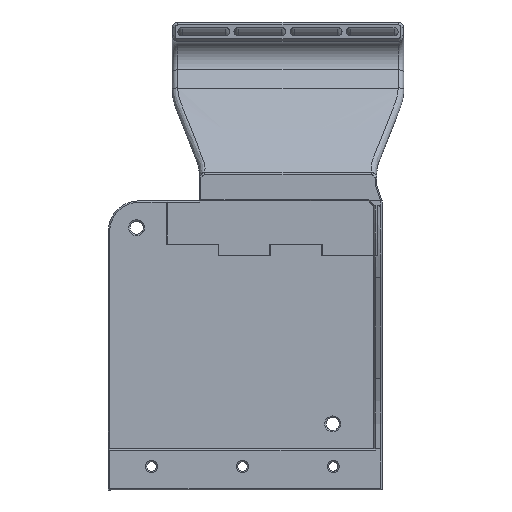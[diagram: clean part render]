
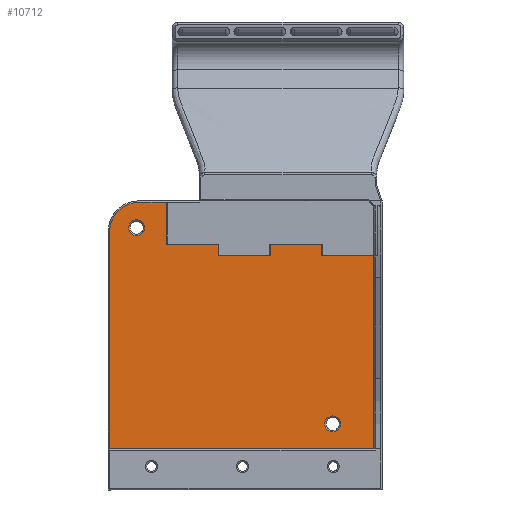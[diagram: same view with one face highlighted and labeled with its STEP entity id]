
A CAD part, left-side view. The second image highlights one B-rep face of the part: STEP entity #10712.
In plain terms, the highlighted planar face has unit normal (-1, 0, 0).
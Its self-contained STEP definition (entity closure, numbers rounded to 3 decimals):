
#336=CIRCLE('',#11307,10.5);
#337=CIRCLE('',#11308,2.9);
#338=CIRCLE('',#11309,2.9);
#636=FACE_BOUND('',#1627,.T.);
#637=FACE_BOUND('',#1628,.T.);
#928=FACE_OUTER_BOUND('',#1626,.T.);
#1626=EDGE_LOOP('',(#8588,#8589,#8590,#8591,#8592,#8593,#8594,#8595,#8596,
#8597,#8598,#8599,#8600));
#1627=EDGE_LOOP('',(#8601));
#1628=EDGE_LOOP('',(#8602));
#2701=LINE('',#15876,#3929);
#2704=LINE('',#15881,#3932);
#2706=LINE('',#15885,#3934);
#2709=LINE('',#15892,#3937);
#2711=LINE('',#15897,#3939);
#2718=LINE('',#15910,#3946);
#2722=LINE('',#15918,#3950);
#2733=LINE('',#15943,#3961);
#2757=LINE('',#16016,#3985);
#2758=LINE('',#16020,#3986);
#2759=LINE('',#16022,#3987);
#2760=LINE('',#16023,#3988);
#3929=VECTOR('',#13011,10.);
#3932=VECTOR('',#13016,10.);
#3934=VECTOR('',#13020,10.);
#3937=VECTOR('',#13025,10.);
#3939=VECTOR('',#13029,10.);
#3946=VECTOR('',#13038,10.);
#3950=VECTOR('',#13044,10.);
#3961=VECTOR('',#13063,10.);
#3985=VECTOR('',#13133,10.);
#3986=VECTOR('',#13136,10.);
#3987=VECTOR('',#13137,10.);
#3988=VECTOR('',#13138,10.);
#4897=VERTEX_POINT('',#15873);
#4898=VERTEX_POINT('',#15875);
#4899=VERTEX_POINT('',#15879);
#4900=VERTEX_POINT('',#15883);
#4902=VERTEX_POINT('',#15888);
#4903=VERTEX_POINT('',#15890);
#4904=VERTEX_POINT('',#15894);
#4910=VERTEX_POINT('',#15908);
#4912=VERTEX_POINT('',#15913);
#4946=VERTEX_POINT('',#16015);
#4947=VERTEX_POINT('',#16017);
#4948=VERTEX_POINT('',#16019);
#4949=VERTEX_POINT('',#16021);
#4950=VERTEX_POINT('',#16024);
#4951=VERTEX_POINT('',#16026);
#6146=EDGE_CURVE('',#4897,#4898,#2701,.T.);
#6149=EDGE_CURVE('',#4897,#4899,#2704,.T.);
#6151=EDGE_CURVE('',#4898,#4900,#2706,.T.);
#6154=EDGE_CURVE('',#4903,#4902,#2709,.T.);
#6156=EDGE_CURVE('',#4904,#4903,#2711,.T.);
#6163=EDGE_CURVE('',#4910,#4904,#2718,.T.);
#6167=EDGE_CURVE('',#4900,#4912,#2722,.T.);
#6179=EDGE_CURVE('',#4902,#4899,#2733,.T.);
#6215=EDGE_CURVE('',#4946,#4910,#2757,.T.);
#6216=EDGE_CURVE('',#4947,#4946,#336,.T.);
#6217=EDGE_CURVE('',#4948,#4947,#2758,.T.);
#6218=EDGE_CURVE('',#4948,#4949,#2759,.T.);
#6219=EDGE_CURVE('',#4949,#4912,#2760,.T.);
#6220=EDGE_CURVE('',#4950,#4950,#337,.T.);
#6221=EDGE_CURVE('',#4951,#4951,#338,.T.);
#8588=ORIENTED_EDGE('',*,*,#6163,.F.);
#8589=ORIENTED_EDGE('',*,*,#6215,.F.);
#8590=ORIENTED_EDGE('',*,*,#6216,.F.);
#8591=ORIENTED_EDGE('',*,*,#6217,.F.);
#8592=ORIENTED_EDGE('',*,*,#6218,.T.);
#8593=ORIENTED_EDGE('',*,*,#6219,.T.);
#8594=ORIENTED_EDGE('',*,*,#6167,.F.);
#8595=ORIENTED_EDGE('',*,*,#6151,.F.);
#8596=ORIENTED_EDGE('',*,*,#6146,.F.);
#8597=ORIENTED_EDGE('',*,*,#6149,.T.);
#8598=ORIENTED_EDGE('',*,*,#6179,.F.);
#8599=ORIENTED_EDGE('',*,*,#6154,.F.);
#8600=ORIENTED_EDGE('',*,*,#6156,.F.);
#8601=ORIENTED_EDGE('',*,*,#6220,.F.);
#8602=ORIENTED_EDGE('',*,*,#6221,.F.);
#10298=PLANE('',#11306);
#10712=ADVANCED_FACE('',(#928,#636,#637),#10298,.F.);
#11306=AXIS2_PLACEMENT_3D('',#16014,#13131,#13132);
#11307=AXIS2_PLACEMENT_3D('',#16018,#13134,#13135);
#11308=AXIS2_PLACEMENT_3D('',#16025,#13139,#13140);
#11309=AXIS2_PLACEMENT_3D('',#16027,#13141,#13142);
#13011=DIRECTION('',(0.,-1.,0.));
#13016=DIRECTION('',(0.,0.,-1.));
#13020=DIRECTION('',(0.,0.,-1.));
#13025=DIRECTION('',(0.,0.,-1.));
#13029=DIRECTION('',(0.,-1.,0.));
#13038=DIRECTION('',(0.,0.,-1.));
#13044=DIRECTION('',(0.,-1.,0.));
#13063=DIRECTION('',(0.,-1.,0.));
#13131=DIRECTION('center_axis',(1.,0.,0.));
#13132=DIRECTION('ref_axis',(0.,1.,0.));
#13133=DIRECTION('',(0.,-1.,0.));
#13134=DIRECTION('center_axis',(1.,0.,0.));
#13135=DIRECTION('ref_axis',(0.,0.707,0.707));
#13136=DIRECTION('',(0.,0.,1.));
#13137=DIRECTION('',(0.,-1.,0.));
#13138=DIRECTION('',(0.,0.,1.));
#13139=DIRECTION('center_axis',(-1.,0.,0.));
#13140=DIRECTION('ref_axis',(0.,1.,0.));
#13141=DIRECTION('center_axis',(-1.,0.,0.));
#13142=DIRECTION('ref_axis',(0.,1.,0.));
#15873=CARTESIAN_POINT('',(110.002,-25.35,148.2));
#15875=CARTESIAN_POINT('',(110.002,-44.175,148.2));
#15876=CARTESIAN_POINT('',(110.002,-25.35,148.2));
#15879=CARTESIAN_POINT('',(110.002,-25.35,144.2));
#15881=CARTESIAN_POINT('',(110.002,-25.35,147.2));
#15883=CARTESIAN_POINT('',(110.002,-44.175,144.2));
#15885=CARTESIAN_POINT('',(110.002,-44.175,147.2));
#15888=CARTESIAN_POINT('',(110.002,-6.525,144.2));
#15890=CARTESIAN_POINT('',(110.002,-6.525,148.2));
#15892=CARTESIAN_POINT('',(110.002,-6.525,147.2));
#15894=CARTESIAN_POINT('',(110.002,12.3,148.2));
#15897=CARTESIAN_POINT('',(110.002,12.3,148.2));
#15908=CARTESIAN_POINT('',(110.002,12.3,163.7));
#15910=CARTESIAN_POINT('',(110.002,12.3,131.7));
#15913=CARTESIAN_POINT('',(110.002,-63.,144.2));
#15918=CARTESIAN_POINT('',(110.002,-39.9,144.2));
#15943=CARTESIAN_POINT('',(110.002,-39.9,144.2));
#16014=CARTESIAN_POINT('Origin',(110.002,-15.3,119.2));
#16015=CARTESIAN_POINT('',(110.002,22.4,163.7));
#16016=CARTESIAN_POINT('',(110.002,0.775,163.7));
#16017=CARTESIAN_POINT('',(110.002,32.9,153.2));
#16018=CARTESIAN_POINT('Origin',(110.002,22.4,153.2));
#16019=CARTESIAN_POINT('',(110.002,32.9,74.2));
#16020=CARTESIAN_POINT('',(110.002,32.9,146.7));
#16021=CARTESIAN_POINT('',(110.002,-63.,74.2));
#16022=CARTESIAN_POINT('',(110.002,-39.65,74.2));
#16023=CARTESIAN_POINT('',(110.002,-63.,119.2));
#16024=CARTESIAN_POINT('',(110.002,-51.,83.2));
#16025=CARTESIAN_POINT('Origin',(110.002,-48.1,83.2));
#16026=CARTESIAN_POINT('',(110.002,20.25,154.45));
#16027=CARTESIAN_POINT('Origin',(110.002,23.15,154.45));
